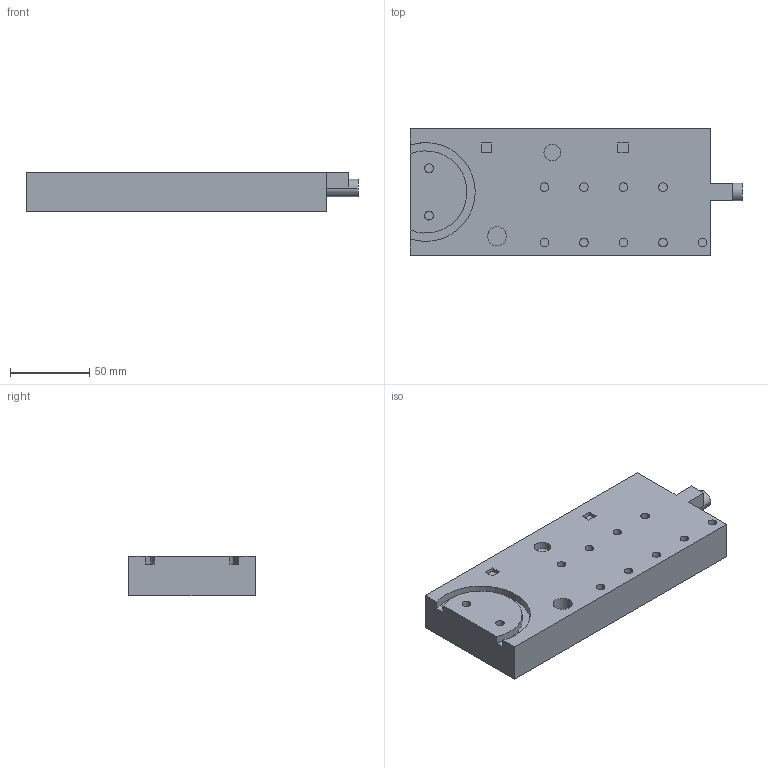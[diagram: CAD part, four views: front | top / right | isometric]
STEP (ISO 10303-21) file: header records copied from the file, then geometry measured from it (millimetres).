
FILE_DESCRIPTION((''),'2;1');
FILE_NAME('PARTS_SUPPLY','2025-04-16T12:21:31',('Constantin Schempp'),(''),'CREO PARAMETRIC BY PTC INC, 2024063','CREO PARAMETRIC BY PTC INC, 2024063','');
FILE_SCHEMA(('CONFIG_CONTROL_DESIGN'));
Length unit declared in the file: millimetre
Products named in the file (1): PARTS_SUPPLY
Bounding box: 210 x 80 x 25 mm (x, y, z)
Volume: 375109.2 mm3; surface area: 48639 mm2
Topology: 1 solids, 1 shells, 71 faces, 227 edges, 196 vertices
Faces by surface type: plane 37, cylinder 34
Entity records: 2483 total; most frequent: DIRECTION 476, CARTESIAN_POINT 401, ORIENTED_EDGE 308, AXIS2_PLACEMENT_3D 177, EDGE_CURVE 154, VECTOR 122, LINE 122, CIRCLE 105
